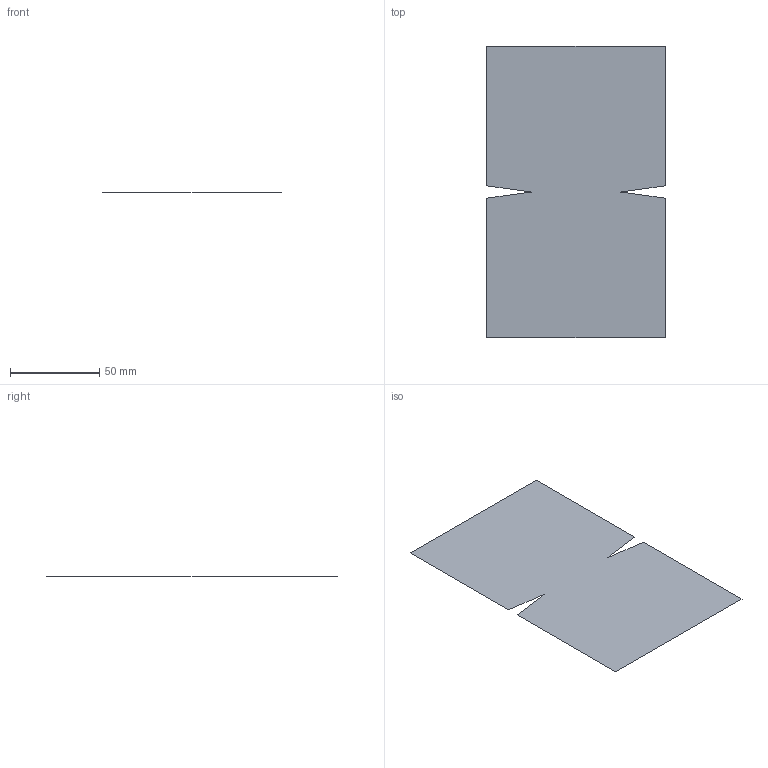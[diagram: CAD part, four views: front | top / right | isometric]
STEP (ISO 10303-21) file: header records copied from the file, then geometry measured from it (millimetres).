
FILE_DESCRIPTION (( 'STEP AP214' ), '1' );
FILE_NAME ('Double Edge Crack.STEP', '2024-09-01T12:45:32', ( '' ), ( '' ), 'SwSTEP 2.0', 'SolidWorks 2023', '' );
FILE_SCHEMA (( 'AUTOMOTIVE_DESIGN' ));
Length unit declared in the file: millimetre
Products named in the file (1): Double Edge Crack
Bounding box: 100 x 163.26 x 0 mm (x, y, z)
Surface area: 16153.8 mm2 (no closed solid volume)
Topology: 0 solids, 1 shells, 1 faces, 10 edges, 10 vertices
Faces by surface type: plane 1
Entity records: 108 total; most frequent: CARTESIAN_POINT 22, DIRECTION 14, ORIENTED_EDGE 10, VECTOR 10, EDGE_CURVE 10, VERTEX_POINT 10, LINE 10, APPLICATION_CONTEXT 2
